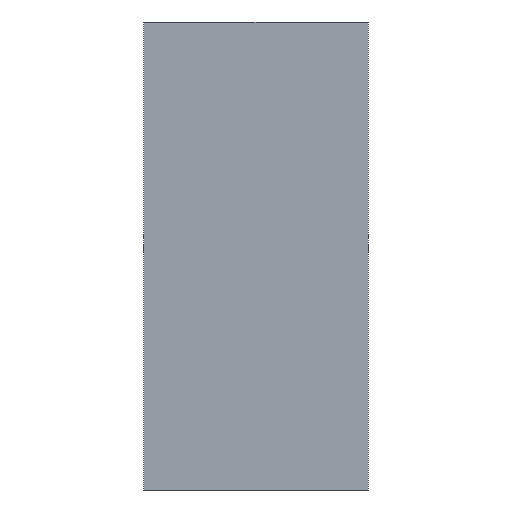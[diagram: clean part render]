
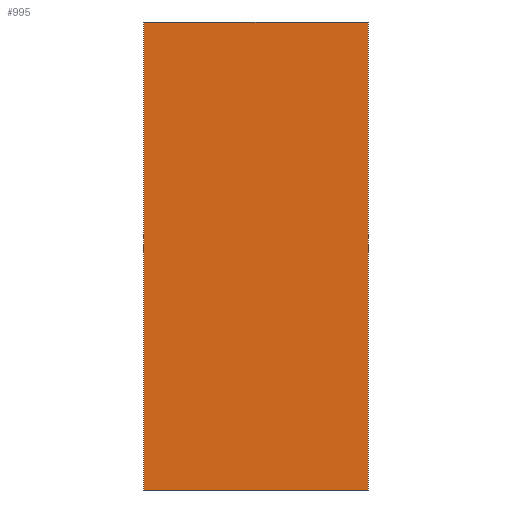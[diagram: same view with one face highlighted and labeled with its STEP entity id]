
A CAD part, left-side view. The second image highlights one B-rep face of the part: STEP entity #995.
In plain terms, the highlighted planar face has unit normal (-1, 0, 0).
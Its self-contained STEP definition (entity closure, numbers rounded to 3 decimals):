
#25 = EDGE_LOOP ( 'NONE', ( #291, #992, #56, #93 ) ) ;
#42 = DIRECTION ( 'NONE',  ( 0., 0., -1. ) ) ;
#49 = EDGE_CURVE ( 'NONE', #820, #965, #896, .T. ) ;
#56 = ORIENTED_EDGE ( 'NONE', *, *, #483, .F. ) ;
#93 = ORIENTED_EDGE ( 'NONE', *, *, #223, .T. ) ;
#115 = CARTESIAN_POINT ( 'NONE',  ( -1., 0., 0.625 ) ) ;
#173 = CARTESIAN_POINT ( 'NONE',  ( -1., 0.6, -0.625 ) ) ;
#183 = LINE ( 'NONE', #366, #586 ) ;
#197 = DIRECTION ( 'NONE',  ( 0., 0., -1. ) ) ;
#223 = EDGE_CURVE ( 'NONE', #564, #820, #789, .T. ) ;
#225 = AXIS2_PLACEMENT_3D ( 'NONE', #698, #545, #884 ) ;
#289 = LINE ( 'NONE', #115, #315 ) ;
#291 = ORIENTED_EDGE ( 'NONE', *, *, #49, .T. ) ;
#315 = VECTOR ( 'NONE', #1033, 1000. ) ;
#366 = CARTESIAN_POINT ( 'NONE',  ( -1., 0., 0.625 ) ) ;
#373 = FACE_OUTER_BOUND ( 'NONE', #25, .T. ) ;
#374 = CARTESIAN_POINT ( 'NONE',  ( -1., 0.6, 0.625 ) ) ;
#462 = PLANE ( 'NONE',  #225 ) ;
#473 = VERTEX_POINT ( 'NONE', #864 ) ;
#480 = CARTESIAN_POINT ( 'NONE',  ( -1., 0., -0.625 ) ) ;
#483 = EDGE_CURVE ( 'NONE', #564, #473, #289, .T. ) ;
#545 = DIRECTION ( 'NONE',  ( 1., 0., 0. ) ) ;
#564 = VERTEX_POINT ( 'NONE', #922 ) ;
#586 = VECTOR ( 'NONE', #197, 1000. ) ;
#595 = CARTESIAN_POINT ( 'NONE',  ( -1., 0., -0.625 ) ) ;
#618 = VECTOR ( 'NONE', #42, 1000. ) ;
#698 = CARTESIAN_POINT ( 'NONE',  ( -1., 0., 0.625 ) ) ;
#789 = LINE ( 'NONE', #374, #618 ) ;
#810 = DIRECTION ( 'NONE',  ( 0., -1., 0. ) ) ;
#820 = VERTEX_POINT ( 'NONE', #173 ) ;
#853 = EDGE_CURVE ( 'NONE', #473, #965, #183, .T. ) ;
#864 = CARTESIAN_POINT ( 'NONE',  ( -1., 0., 0.625 ) ) ;
#884 = DIRECTION ( 'NONE',  ( 0., 0., -1. ) ) ;
#896 = LINE ( 'NONE', #480, #1069 ) ;
#922 = CARTESIAN_POINT ( 'NONE',  ( -1., 0.6, 0.625 ) ) ;
#965 = VERTEX_POINT ( 'NONE', #595 ) ;
#992 = ORIENTED_EDGE ( 'NONE', *, *, #853, .F. ) ;
#995 = ADVANCED_FACE ( 'NONE', ( #373 ), #462, .F. ) ;
#1033 = DIRECTION ( 'NONE',  ( 0., -1., 0. ) ) ;
#1069 = VECTOR ( 'NONE', #810, 1000. ) ;
